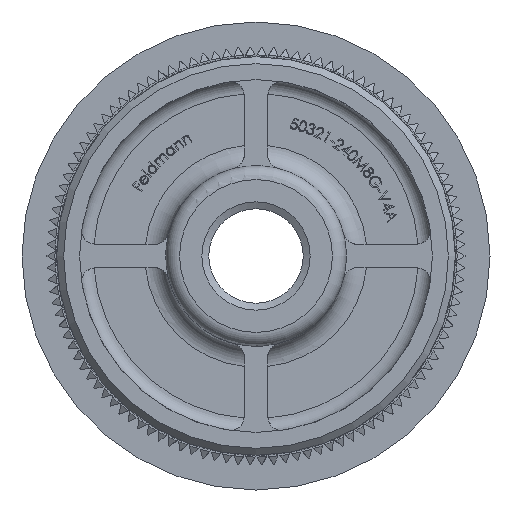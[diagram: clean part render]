
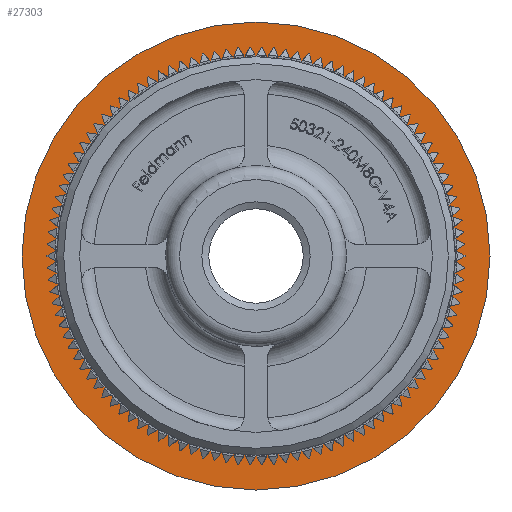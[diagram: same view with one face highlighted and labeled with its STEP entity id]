
A CAD part, front view. The second image highlights one B-rep face of the part: STEP entity #27303.
In plain terms, the highlighted planar face has unit normal (0, -1, 0).
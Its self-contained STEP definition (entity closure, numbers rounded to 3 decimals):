
#211 = EDGE_LOOP ( 'NONE', ( #23232 ) ) ;
#1012 = CARTESIAN_POINT ( 'NONE',  ( 0., 12.2, 0. ) ) ;
#1142 = DIRECTION ( 'NONE',  ( 0., -1., 0. ) ) ;
#1149 = EDGE_LOOP ( 'NONE', ( #27999 ) ) ;
#5663 = FACE_OUTER_BOUND ( 'NONE', #211, .T. ) ;
#6145 = FACE_BOUND ( 'NONE', #1149, .T. ) ;
#6438 = EDGE_CURVE ( 'NONE', #31381, #31381, #8285, .T. ) ;
#8285 = CIRCLE ( 'NONE', #30722, 14.35 ) ;
#13104 = CIRCLE ( 'NONE', #19894, 16.85 ) ;
#13603 = CARTESIAN_POINT ( 'NONE',  ( 0., 12.2, -14.35 ) ) ;
#14474 = VERTEX_POINT ( 'NONE', #29966 ) ;
#14858 = AXIS2_PLACEMENT_3D ( 'NONE', #21224, #31352, #37302 ) ;
#17149 = CARTESIAN_POINT ( 'NONE',  ( 0., 12.2, 0. ) ) ;
#17699 = DIRECTION ( 'NONE',  ( 0., -1., 0. ) ) ;
#18021 = PLANE ( 'NONE',  #14858 ) ;
#19894 = AXIS2_PLACEMENT_3D ( 'NONE', #17149, #17699, #29906 ) ;
#21224 = CARTESIAN_POINT ( 'NONE',  ( 16.85, 12.2, 0. ) ) ;
#23232 = ORIENTED_EDGE ( 'NONE', *, *, #27539, .T. ) ;
#27303 = ADVANCED_FACE ( 'NONE', ( #6145, #5663 ), #18021, .T. ) ;
#27539 = EDGE_CURVE ( 'NONE', #14474, #14474, #13104, .T. ) ;
#27999 = ORIENTED_EDGE ( 'NONE', *, *, #6438, .F. ) ;
#29564 = DIRECTION ( 'NONE',  ( 0., 0., -1. ) ) ;
#29906 = DIRECTION ( 'NONE',  ( 0., 0., -1. ) ) ;
#29966 = CARTESIAN_POINT ( 'NONE',  ( 0., 12.2, -16.85 ) ) ;
#30722 = AXIS2_PLACEMENT_3D ( 'NONE', #1012, #1142, #29564 ) ;
#31352 = DIRECTION ( 'NONE',  ( 0., -1., 0. ) ) ;
#31381 = VERTEX_POINT ( 'NONE', #13603 ) ;
#37302 = DIRECTION ( 'NONE',  ( 0., 0., -1. ) ) ;
